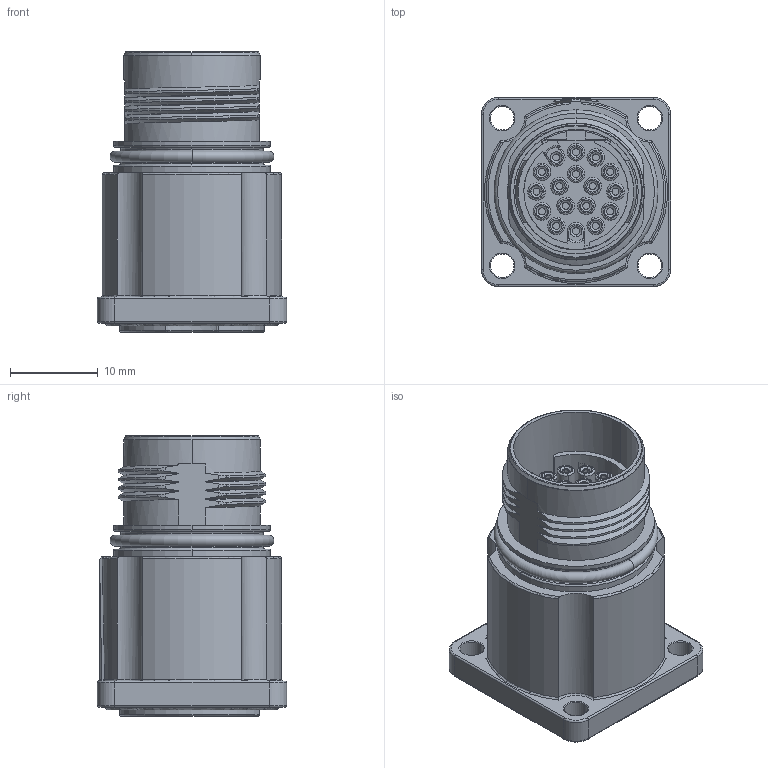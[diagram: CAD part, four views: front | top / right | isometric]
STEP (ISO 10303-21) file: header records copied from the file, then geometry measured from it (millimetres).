
FILE_DESCRIPTION((''),'2;1');
FILE_NAME('ST-17S1N8AW400S_1607653','2015-04-02T',('vbengel'),(''),'PRO/ENGINEER BY PARAMETRIC TECHNOLOGY CORPORATION, 2014200','PRO/ENGINEER BY PARAMETRIC TECHNOLOGY CORPORATION, 2014200','');
FILE_SCHEMA(('AUTOMOTIVE_DESIGN { 1 0 10303 214 1 1 1 1 }'));
Length unit declared in the file: millimetre
Products named in the file (1): ST-17S1N8AW400S_1607653
Bounding box: 21.6 x 21.6 x 31.95 mm (x, y, z)
Volume: 7211.5 mm3; surface area: 5629.6 mm2
Topology: 1 solids, 1 shells, 713 faces, 1710 edges, 1055 vertices
Faces by surface type: cylinder 226, plane 170, torus 123, cone 110, bspline 54, sphere 14, revolution 12, extrusion 4
Entity records: 24230 total; most frequent: CARTESIAN_POINT 7577, DIRECTION 3531, ORIENTED_EDGE 3420, EDGE_CURVE 1710, AXIS2_PLACEMENT_3D 1448, VERTEX_POINT 1055, CIRCLE 801, EDGE_LOOP 785
